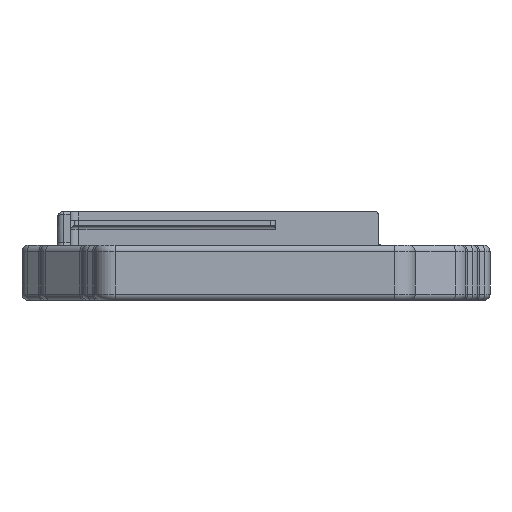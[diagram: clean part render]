
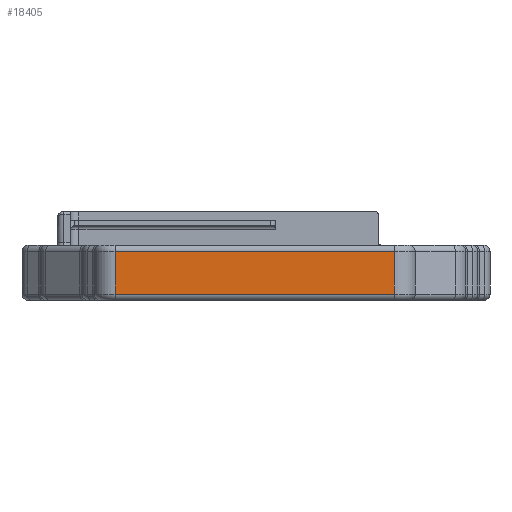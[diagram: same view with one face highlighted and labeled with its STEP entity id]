
A CAD part, left-side view. The second image highlights one B-rep face of the part: STEP entity #18405.
In plain terms, the highlighted planar face has unit normal (-1, 0, 0).
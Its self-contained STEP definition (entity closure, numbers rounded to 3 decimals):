
#504=PLANE('',#19996);
#1207=FACE_OUTER_BOUND('',#2298,.T.);
#2298=EDGE_LOOP('',(#14599,#14600,#14601,#14602));
#2906=LINE('',#27111,#4532);
#2928=LINE('',#27240,#4554);
#3020=LINE('',#27680,#4646);
#3692=LINE('',#30196,#5318);
#4532=VECTOR('',#21249,10.);
#4554=VECTOR('',#21401,10.);
#4646=VECTOR('',#21791,10.);
#5318=VECTOR('',#24003,10.);
#7317=VERTEX_POINT('',#27101);
#7319=VERTEX_POINT('',#27107);
#7362=VERTEX_POINT('',#27238);
#7499=VERTEX_POINT('',#27671);
#9120=EDGE_CURVE('',#7317,#7319,#2906,.T.);
#9185=EDGE_CURVE('',#7317,#7362,#2928,.T.);
#9376=EDGE_CURVE('',#7499,#7362,#3020,.T.);
#10433=EDGE_CURVE('',#7319,#7499,#3692,.T.);
#14599=ORIENTED_EDGE('',*,*,#9120,.F.);
#14600=ORIENTED_EDGE('',*,*,#9185,.T.);
#14601=ORIENTED_EDGE('',*,*,#9376,.F.);
#14602=ORIENTED_EDGE('',*,*,#10433,.F.);
#18405=ADVANCED_FACE('',(#1207),#504,.T.);
#19996=AXIS2_PLACEMENT_3D('',#30195,#24001,#24002);
#21249=DIRECTION('',(0.,1.,0.));
#21401=DIRECTION('',(0.,0.,1.));
#21791=DIRECTION('',(0.,-1.,0.));
#24001=DIRECTION('center_axis',(-1.,0.,0.));
#24002=DIRECTION('ref_axis',(0.,-1.,0.));
#24003=DIRECTION('',(0.,0.,1.));
#27101=CARTESIAN_POINT('',(-142.2,16.193,1.2));
#27107=CARTESIAN_POINT('',(-142.2,69.593,1.2));
#27111=CARTESIAN_POINT('',(-142.2,56.118,1.2));
#27238=CARTESIAN_POINT('',(-142.2,16.193,9.4));
#27240=CARTESIAN_POINT('',(-142.2,16.193,0.));
#27671=CARTESIAN_POINT('',(-142.2,69.593,9.4));
#27680=CARTESIAN_POINT('',(-142.2,56.118,9.4));
#30195=CARTESIAN_POINT('Origin',(-142.2,69.593,0.));
#30196=CARTESIAN_POINT('',(-142.2,69.593,0.));
